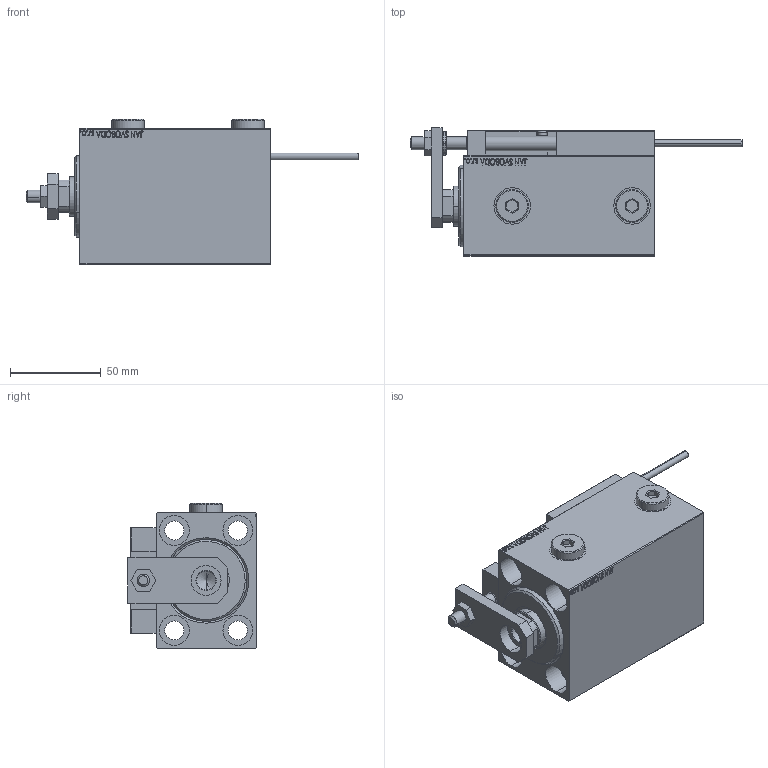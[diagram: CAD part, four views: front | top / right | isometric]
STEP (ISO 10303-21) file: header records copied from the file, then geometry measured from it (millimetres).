
FILE_DESCRIPTION (( 'STEP AP203' ), '1' );
FILE_NAME ('e02c.STEP', '2024-02-12T05:04:33', ( '' ), ( '' ), 'SwSTEP 2.0', 'SolidWorks 2019', '' );
FILE_SCHEMA (( 'CONFIG_CONTROL_DESIGN' ));
Length unit declared in the file: millimetre
Products named in the file (16): SWITCH DIM B,W c37238abadc8e97bd02bb3ebdd364f03; SWITCH X c37238abadc8e97bd02bb3ebdd364f03; NUT_D12 c37238abadc8e97bd02bb3ebdd364f03; ALLEN BOLT D5 c37238abadc8e97bd02bb3ebdd364f03; Zatka_OIL_PORT c37238abadc8e97bd02bb3ebdd364f03; ZARAZKA c37238abadc8e97bd02bb3ebdd364f03; V450CM_C_VCP c37238abadc8e97bd02bb3ebdd364f03; Block c37238abadc8e97bd02bb3ebdd364f03; V450CM_VC_B c37238abadc8e97bd02bb3ebdd364f03; ALLEN BOLT D8 c37238abadc8e97bd02bb3ebdd364f03; SWITCH_X_FRONT_BACK c37238abadc8e97bd02bb3ebdd364f03; TYC_L79 c37238abadc8e97bd02bb3ebdd364f03; e02c; KONCOVKA c37238abadc8e97bd02bb3ebdd364f03; V450CM_C_Body c37238abadc8e97bd02bb3ebdd364f03; MAGNET c37238abadc8e97bd02bb3ebdd364f03
Assembly tree (26 placements, depth 3):
  e02c
    V450CM_C_Body c37238abadc8e97bd02bb3ebdd364f03
    SWITCH X c37238abadc8e97bd02bb3ebdd364f03
      SWITCH_X_FRONT_BACK c37238abadc8e97bd02bb3ebdd364f03  x2
      TYC_L79 c37238abadc8e97bd02bb3ebdd364f03
      Block c37238abadc8e97bd02bb3ebdd364f03  x2
      ALLEN BOLT D5 c37238abadc8e97bd02bb3ebdd364f03  x4
      ALLEN BOLT D8 c37238abadc8e97bd02bb3ebdd364f03  x4
      MAGNET c37238abadc8e97bd02bb3ebdd364f03  x2
      KONCOVKA c37238abadc8e97bd02bb3ebdd364f03  x2
    NUT_D12 c37238abadc8e97bd02bb3ebdd364f03
    SWITCH DIM B,W c37238abadc8e97bd02bb3ebdd364f03
    ZARAZKA c37238abadc8e97bd02bb3ebdd364f03
    V450CM_C_VCP c37238abadc8e97bd02bb3ebdd364f03
    V450CM_VC_B c37238abadc8e97bd02bb3ebdd364f03
    Zatka_OIL_PORT c37238abadc8e97bd02bb3ebdd364f03  x2
Bounding box: 182.7 x 70.5 x 79.9 mm (x, y, z)
Volume: 413824.7 mm3; surface area: 104986.8 mm2
Topology: 25 solids, 25 shells, 1336 faces, 3188 edges, 2035 vertices
Faces by surface type: plane 594, bspline 380, cylinder 204, cone 110, torus 44, sphere 4
Entity records: 51504 total; most frequent: CARTESIAN_POINT 26291, ORIENTED_EDGE 5316, DIRECTION 3634, EDGE_CURVE 2658, VERTEX_POINT 1735, LINE 1534, VECTOR 1534, EDGE_LOOP 1235
